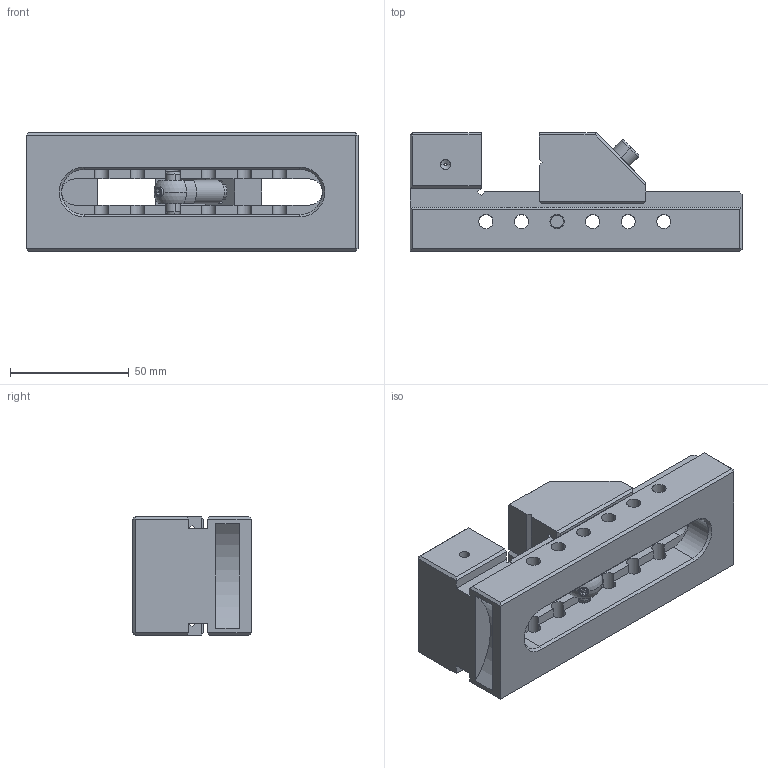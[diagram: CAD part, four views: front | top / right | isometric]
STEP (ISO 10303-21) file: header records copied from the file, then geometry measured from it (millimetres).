
FILE_DESCRIPTION (( 'STEP AP203' ), '1' );
FILE_NAME ('QKG50-00.STEP', '2021-06-26T00:27:03', ( '' ), ( '' ), 'SwSTEP 2.0', 'SolidWorks 2012', '' );
FILE_SCHEMA (( 'CONFIG_CONTROL_DESIGN' ));
Length unit declared in the file: millimetre
Products named in the file (8): QKG50-00; GB78-M4X6_GB_FASTENER_SCREWS_HSCP M4X6-N; GB／T70.1 M6×30 12.9级_GB／T70.1 M6×30 12.9级; QKG50YSQ-04; parallel pins hardening steel gb_GB_CONNECTING_PIECE_PIN_DP 6X18; QKG50YSQ-05; QKG50YSQ-02; QKG50YSQ-01
Assembly tree (7 placements, depth 2):
  QKG50-00
    QKG50YSQ-01
    QKG50YSQ-02
    QKG50YSQ-05
    parallel pins hardening steel gb_GB_CONNECTING_PIECE_PIN_DP 6X18
    QKG50YSQ-04
    GB／T70.1 M6×30 12.9级_GB／T70.1 M6×30 12.9级
    GB78-M4X6_GB_FASTENER_SCREWS_HSCP M4X6-N
Bounding box: 140 x 50 x 50 mm (x, y, z)
Volume: 198057.4 mm3; surface area: 50064 mm2
Topology: 7 solids, 7 shells, 249 faces, 630 edges, 379 vertices
Faces by surface type: plane 147, cylinder 58, cone 36, sphere 6, torus 2
Entity records: 8304 total; most frequent: CARTESIAN_POINT 1388, DIRECTION 1306, ORIENTED_EDGE 1236, EDGE_CURVE 618, AXIS2_PLACEMENT_3D 439, LINE 428, VECTOR 428, VERTEX_POINT 375
